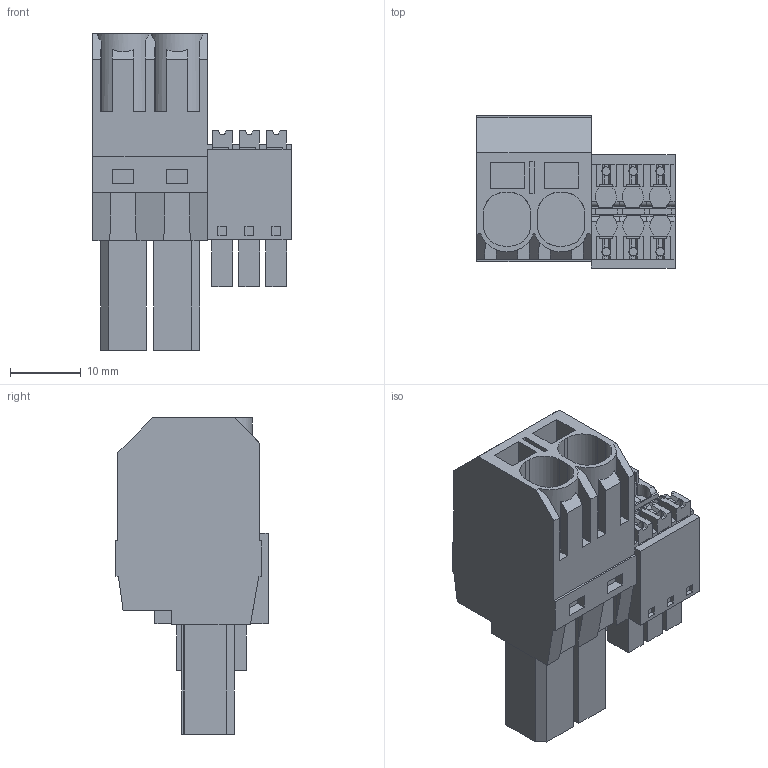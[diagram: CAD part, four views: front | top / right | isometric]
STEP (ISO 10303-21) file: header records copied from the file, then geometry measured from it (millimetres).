
FILE_DESCRIPTION(('CATIA V5 STEP Exchange','CAx-IF Rec.Pracs.--- Model Styling and Organization---1.4--- 2014-01-23'),'2;1');
FILE_NAME ('D1448287_1_1080320000_1080320000.stp','2023-09-07T12:49:17+00:00',('none'),('Weidmueller'),'CATIA Version 5-6 Release 2016 SP3 HF44','CATIA V5 STEP AP214','none');
FILE_SCHEMA(('AUTOMOTIVE_DESIGN { 1 0 10303 214 1 1 1 1 }'));
Length unit declared in the file: millimetre
Products named in the file (1): 1080320000
Bounding box: 27.98 x 21.53 x 44.7 mm (x, y, z)
Volume: 11760.7 mm3; surface area: 6759 mm2
Topology: 7 solids, 7 shells, 540 faces, 1488 edges, 987 vertices
Faces by surface type: plane 476, cylinder 64
Entity records: 16208 total; most frequent: CARTESIAN_POINT 3220, ORIENTED_EDGE 2976, DIRECTION 2148, EDGE_CURVE 1488, VECTOR 1290, LINE 1290, VERTEX_POINT 987, EDGE_LOOP 577
